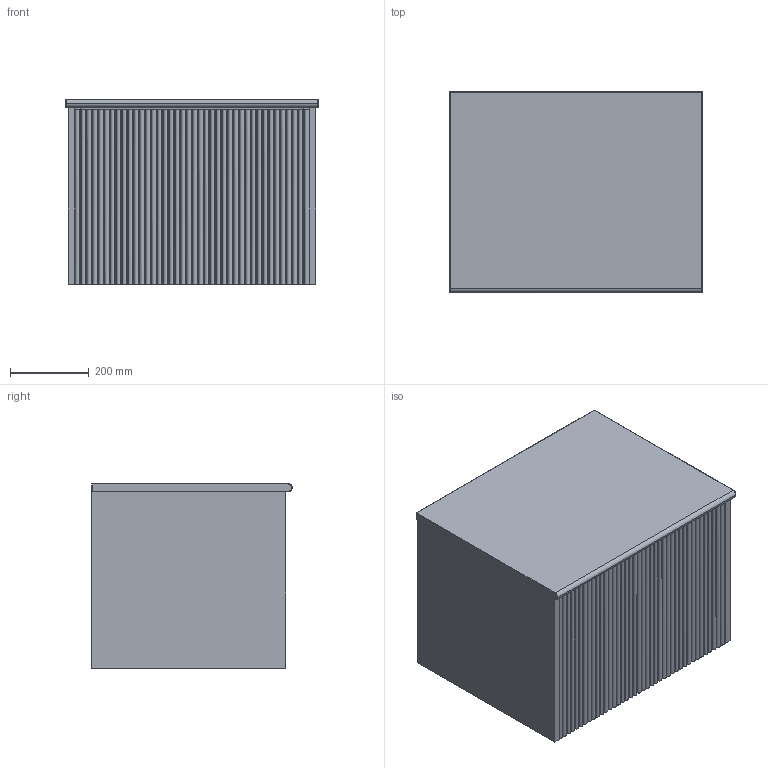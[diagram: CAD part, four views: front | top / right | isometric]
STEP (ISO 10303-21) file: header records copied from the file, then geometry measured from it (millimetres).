
FILE_DESCRIPTION(/* description */ (''),/* implementation_level */ '2;1');
FILE_NAME(/* name */ 'Kado Neue Fluted Square 600 (20MM)',/* time_stamp */ '2025-07-09T15:07:13+10:00',/* author */ (''),/* organization */ (''),/* preprocessor_version */ 'ST-DEVELOPER v16.5',/* originating_system */ '',/* authorisation */ '');
FILE_SCHEMA (('AUTOMOTIVE_DESIGN'));
Length unit declared in the file: millimetre
Products named in the file (11): Document; Kado Neue Fluted Square 600 (20MM); Kado Neue Fluted Square Benchtop (20MM) ALL30; Kado Neue Fluted Square 600 Benchtop (20MM)25; Kado Neue Fluted Square 600 Benchtop (20MM); Kado Neue Fluted Square ALL31; Kado Neue Fluted Square 60029; Kado Neue Fluted Filler234567891011; Kado Neue Fluted Carcass 9002324; Kado Neue Fluted Panel 595262728; Kado Neue Fluted Panel 5951718192021
Assembly tree (11 placements, depth 6):
  Document
    Kado Neue Fluted Square 600 (20MM)
      Kado Neue Fluted Square Benchtop (20MM) ALL30
        Kado Neue Fluted Square 600 Benchtop (20MM)25
          Kado Neue Fluted Square 600 Benchtop (20MM)
      Kado Neue Fluted Square ALL31
        Kado Neue Fluted Square 60029
          Kado Neue Fluted Filler234567891011  x2
          Kado Neue Fluted Carcass 9002324
          Kado Neue Fluted Panel 595262728
            Kado Neue Fluted Panel 5951718192021
Bounding box: 642 x 510 x 470 mm (x, y, z)
Volume: 34261522.7 mm3; surface area: 4378348.6 mm2
Topology: 9 solids, 9 shells, 227 faces, 613 edges, 400 vertices
Faces by surface type: cylinder 128, plane 91, bspline 8
Entity records: 7040 total; most frequent: CARTESIAN_POINT 2751, ORIENTED_EDGE 1194, EDGE_CURVE 597, VERTEX_POINT 392, B_SPLINE_CURVE_WITH_KNOTS 335, DIRECTION 265, AXIS2_PLACEMENT_3D 239, ADVANCED_FACE 221
